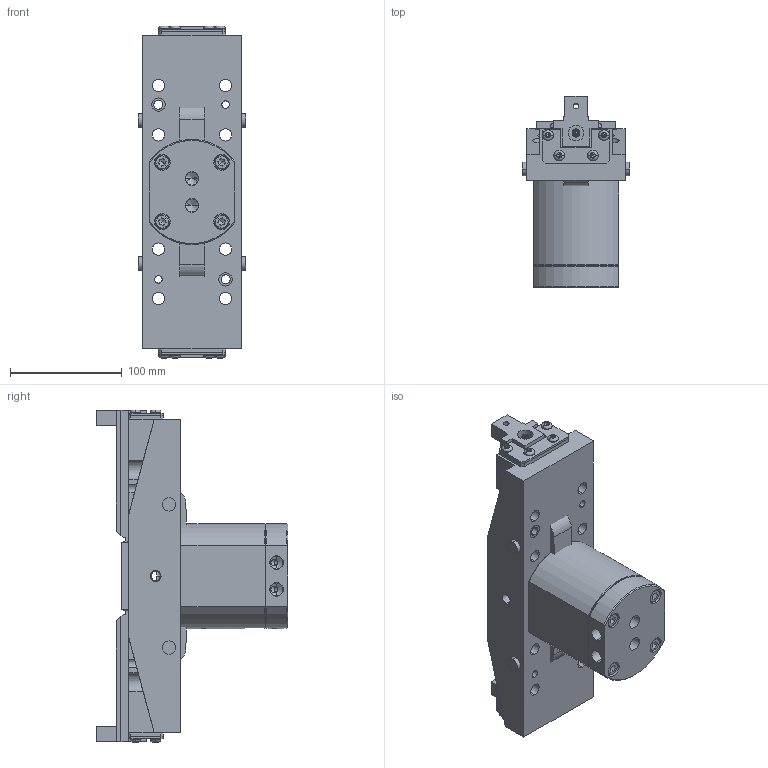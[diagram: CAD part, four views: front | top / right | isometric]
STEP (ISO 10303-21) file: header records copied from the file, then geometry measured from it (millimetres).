
FILE_DESCRIPTION (( 'STEP AP203' ), '1' );
FILE_NAME ('CF-CP-30.STEP', '2023-07-05T05:14:09', ( '' ), ( '' ), 'SwSTEP 2.0', 'SolidWorks 2020', '' );
FILE_SCHEMA (( 'CONFIG_CONTROL_DESIGN' ));
Length unit declared in the file: millimetre
Products named in the file (17): CF-CP-30-06010-2; 圓頭內六角螺栓_M5x12; CF-CP-30-06010; M6黃油嘴; CF-CP-30-08000; 半圓頭六角孔螺栓_M5x12; CF-CP-30-10000; 圓頭內六角螺栓_M8x100; CF-CP-30-01000; CF-CP-30-11000; 零件22^CF-CP-30; CF-CP-30-02010; CF-CP-30-12000; 零件23^CF-CP-30; CF-CP-30-06010-1; CF-CP-30-13000; CF-CP-30
Assembly tree (34 placements, depth 3):
  零件22^CF-CP-30
  CF-CP-30
    CF-CP-30-01000
    CF-CP-30-02010  x2
    CF-CP-30-06010
      CF-CP-30-06010-1
      CF-CP-30-06010-2  x2
    CF-CP-30-08000
    CF-CP-30-10000
    CF-CP-30-11000  x2
    CF-CP-30-12000  x2
    CF-CP-30-13000  x2
    圓頭內六角螺栓_M5x12  x4
    M6黃油嘴  x2
    半圓頭六角孔螺栓_M5x12  x8
    圓頭內六角螺栓_M8x100  x4
    零件23^CF-CP-30
Bounding box: 96 x 171 x 296.5 mm (x, y, z)
Volume: 1755448.5 mm3; surface area: 289444.9 mm2
Topology: 36 solids, 36 shells, 1047 faces, 2549 edges, 1554 vertices
Faces by surface type: plane 476, cylinder 315, cone 212, torus 32, sphere 12
Entity records: 19457 total; most frequent: CARTESIAN_POINT 3402, DIRECTION 3065, ORIENTED_EDGE 2698, EDGE_CURVE 1349, AXIS2_PLACEMENT_3D 1180, VERTEX_POINT 869, VECTOR 705, LINE 705
